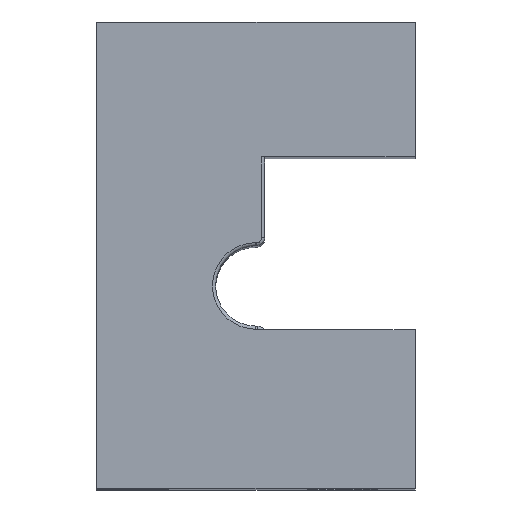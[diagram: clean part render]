
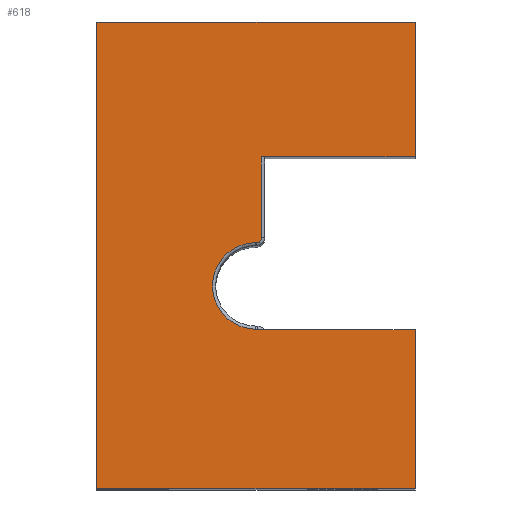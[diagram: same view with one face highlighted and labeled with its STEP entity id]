
A CAD part, top view. The second image highlights one B-rep face of the part: STEP entity #618.
In plain terms, the highlighted planar face has unit normal (0, 0, 1).
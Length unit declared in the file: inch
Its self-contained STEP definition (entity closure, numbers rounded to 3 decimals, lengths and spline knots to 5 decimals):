
#25=PLANE('',#691);
#53=LINE('',#981,#108);
#54=LINE('',#987,#109);
#57=LINE('',#1002,#112);
#61=LINE('',#1028,#116);
#62=LINE('',#1030,#117);
#63=LINE('',#1032,#118);
#64=LINE('',#1034,#119);
#65=LINE('',#1036,#120);
#66=LINE('',#1038,#121);
#67=LINE('',#1039,#122);
#108=VECTOR('',#779,0.3937);
#109=VECTOR('',#784,0.3937);
#112=VECTOR('',#801,0.3937);
#116=VECTOR('',#823,0.3937);
#117=VECTOR('',#824,0.3937);
#118=VECTOR('',#825,0.3937);
#119=VECTOR('',#826,0.3937);
#120=VECTOR('',#827,0.3937);
#121=VECTOR('',#828,0.3937);
#122=VECTOR('',#829,0.3937);
#177=FACE_OUTER_BOUND('',#212,.T.);
#212=EDGE_LOOP('',(#488,#489,#490,#491,#492,#493,#494,#495,#496,#497,#498,
#499,#500));
#260=CIRCLE('',#680,0.13914);
#263=CIRCLE('',#685,0.01576);
#265=CIRCLE('',#688,0.01576);
#294=VERTEX_POINT('',#974);
#297=VERTEX_POINT('',#979);
#299=VERTEX_POINT('',#984);
#300=VERTEX_POINT('',#986);
#302=VERTEX_POINT('',#992);
#304=VERTEX_POINT('',#998);
#306=VERTEX_POINT('',#1004);
#308=VERTEX_POINT('',#1027);
#309=VERTEX_POINT('',#1029);
#310=VERTEX_POINT('',#1031);
#311=VERTEX_POINT('',#1033);
#312=VERTEX_POINT('',#1035);
#313=VERTEX_POINT('',#1037);
#359=EDGE_CURVE('',#297,#294,#53,.T.);
#361=EDGE_CURVE('',#299,#300,#54,.T.);
#366=EDGE_CURVE('',#300,#302,#260,.T.);
#369=EDGE_CURVE('',#302,#304,#57,.T.);
#372=EDGE_CURVE('',#304,#306,#263,.T.);
#374=EDGE_CURVE('',#294,#299,#265,.T.);
#378=EDGE_CURVE('',#308,#306,#61,.T.);
#379=EDGE_CURVE('',#297,#309,#62,.T.);
#380=EDGE_CURVE('',#309,#310,#63,.T.);
#381=EDGE_CURVE('',#310,#311,#64,.T.);
#382=EDGE_CURVE('',#311,#312,#65,.T.);
#383=EDGE_CURVE('',#312,#313,#66,.T.);
#384=EDGE_CURVE('',#313,#308,#67,.T.);
#488=ORIENTED_EDGE('',*,*,#378,.T.);
#489=ORIENTED_EDGE('',*,*,#372,.F.);
#490=ORIENTED_EDGE('',*,*,#369,.F.);
#491=ORIENTED_EDGE('',*,*,#366,.F.);
#492=ORIENTED_EDGE('',*,*,#361,.F.);
#493=ORIENTED_EDGE('',*,*,#374,.F.);
#494=ORIENTED_EDGE('',*,*,#359,.F.);
#495=ORIENTED_EDGE('',*,*,#379,.T.);
#496=ORIENTED_EDGE('',*,*,#380,.T.);
#497=ORIENTED_EDGE('',*,*,#381,.T.);
#498=ORIENTED_EDGE('',*,*,#382,.T.);
#499=ORIENTED_EDGE('',*,*,#383,.T.);
#500=ORIENTED_EDGE('',*,*,#384,.T.);
#618=ADVANCED_FACE('',(#177),#25,.T.);
#680=AXIS2_PLACEMENT_3D('',#996,#794,#795);
#685=AXIS2_PLACEMENT_3D('',#1017,#806,#807);
#688=AXIS2_PLACEMENT_3D('',#1020,#812,#813);
#691=AXIS2_PLACEMENT_3D('',#1026,#821,#822);
#779=DIRECTION('',(0.,-1.,0.));
#784=DIRECTION('',(-1.,0.,0.));
#794=DIRECTION('center_axis',(0.,0.,1.));
#795=DIRECTION('ref_axis',(-1.,0.,0.));
#801=DIRECTION('',(1.,0.,0.));
#806=DIRECTION('center_axis',(0.,0.,-1.));
#807=DIRECTION('ref_axis',(0.482,0.876,0.));
#812=DIRECTION('center_axis',(0.,0.,-1.));
#813=DIRECTION('ref_axis',(0.707,-0.707,0.));
#821=DIRECTION('center_axis',(0.,0.,1.));
#822=DIRECTION('ref_axis',(1.,0.,0.));
#823=DIRECTION('',(-1.,0.,0.));
#824=DIRECTION('',(1.,0.,0.));
#825=DIRECTION('',(0.,1.,0.));
#826=DIRECTION('',(-1.,0.,0.));
#827=DIRECTION('',(0.,-1.,0.));
#828=DIRECTION('',(1.,0.,0.));
#829=DIRECTION('',(0.,1.,0.));
#974=CARTESIAN_POINT('',(0.34288,1.05697,-0.26772));
#979=CARTESIAN_POINT('',(0.34288,1.31696,-0.26772));
#981=CARTESIAN_POINT('',(0.34288,0.84004,-0.26772));
#984=CARTESIAN_POINT('',(0.32713,1.04121,-0.26772));
#986=CARTESIAN_POINT('',(0.32455,1.04121,-0.26772));
#987=CARTESIAN_POINT('',(0.48898,1.04121,-0.26772));
#992=CARTESIAN_POINT('',(0.32455,0.76294,-0.26772));
#996=CARTESIAN_POINT('Origin',(0.32455,0.90208,-0.26772));
#998=CARTESIAN_POINT('',(0.33112,0.76294,-0.26772));
#1002=CARTESIAN_POINT('',(0.50464,0.76294,-0.26772));
#1004=CARTESIAN_POINT('',(0.33876,0.76096,-0.26772));
#1017=CARTESIAN_POINT('Origin',(0.33112,0.74718,-0.26772));
#1020=CARTESIAN_POINT('Origin',(0.32713,1.05697,-0.26772));
#1026=CARTESIAN_POINT('Origin',(0.65341,0.96004,-0.26772));
#1027=CARTESIAN_POINT('',(0.83713,0.76096,-0.26772));
#1028=CARTESIAN_POINT('',(0.75314,0.76096,-0.26772));
#1029=CARTESIAN_POINT('',(0.83713,1.31696,-0.26772));
#1030=CARTESIAN_POINT('',(0.50314,1.31696,-0.26772));
#1031=CARTESIAN_POINT('',(0.83713,1.75096,-0.26772));
#1032=CARTESIAN_POINT('',(0.83713,0.58504,-0.26772));
#1033=CARTESIAN_POINT('',(-0.18649,1.75096,-0.26772));
#1034=CARTESIAN_POINT('',(1.65341,1.75096,-0.26772));
#1035=CARTESIAN_POINT('',(-0.18649,0.25096,-0.26772));
#1036=CARTESIAN_POINT('',(-0.18649,1.33504,-0.26772));
#1037=CARTESIAN_POINT('',(0.83713,0.25096,-0.26772));
#1038=CARTESIAN_POINT('',(-0.34659,0.25096,-0.26772));
#1039=CARTESIAN_POINT('',(0.83713,0.58504,-0.26772));
